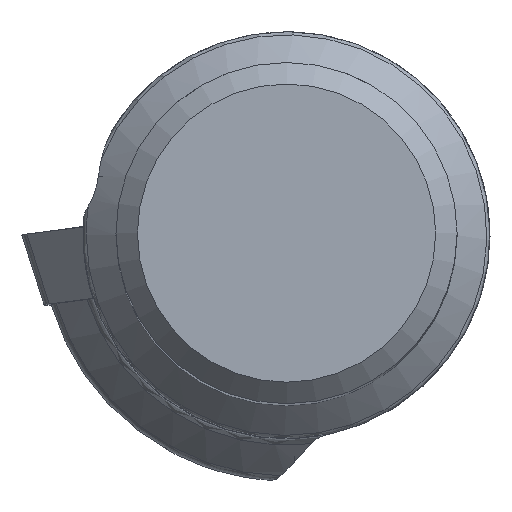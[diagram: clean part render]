
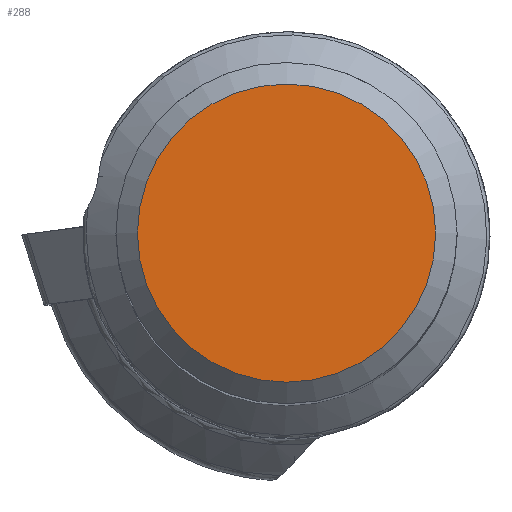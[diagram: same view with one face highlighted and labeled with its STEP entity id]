
A CAD part, top view. The second image highlights one B-rep face of the part: STEP entity #288.
In plain terms, the highlighted planar face has unit normal (0, 0, 1).
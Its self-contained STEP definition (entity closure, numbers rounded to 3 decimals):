
#171=FACE_OUTER_BOUND('',#498,.T.);
#288=ADVANCED_FACE('',(#171),#374,.F.);
#374=PLANE('',#1761);
#417=CIRCLE('',#1760,6.935);
#498=EDGE_LOOP('',(#780));
#780=ORIENTED_EDGE('',*,*,#1364,.F.);
#1199=VERTEX_POINT('',#2565);
#1364=EDGE_CURVE('',#1199,#1199,#417,.T.);
#1760=AXIS2_PLACEMENT_3D('',#2564,#1960,#1961);
#1761=AXIS2_PLACEMENT_3D('',#2566,#1962,#1963);
#1960=DIRECTION('',(0.,0.,-1.));
#1961=DIRECTION('',(-1.,0.,0.));
#1962=DIRECTION('',(0.,0.,-1.));
#1963=DIRECTION('',(-1.,0.,0.));
#2564=CARTESIAN_POINT('',(0.,0.,
0.));
#2565=CARTESIAN_POINT('',(-6.935,0.,0.));
#2566=CARTESIAN_POINT('',(0.,0.,
0.));
